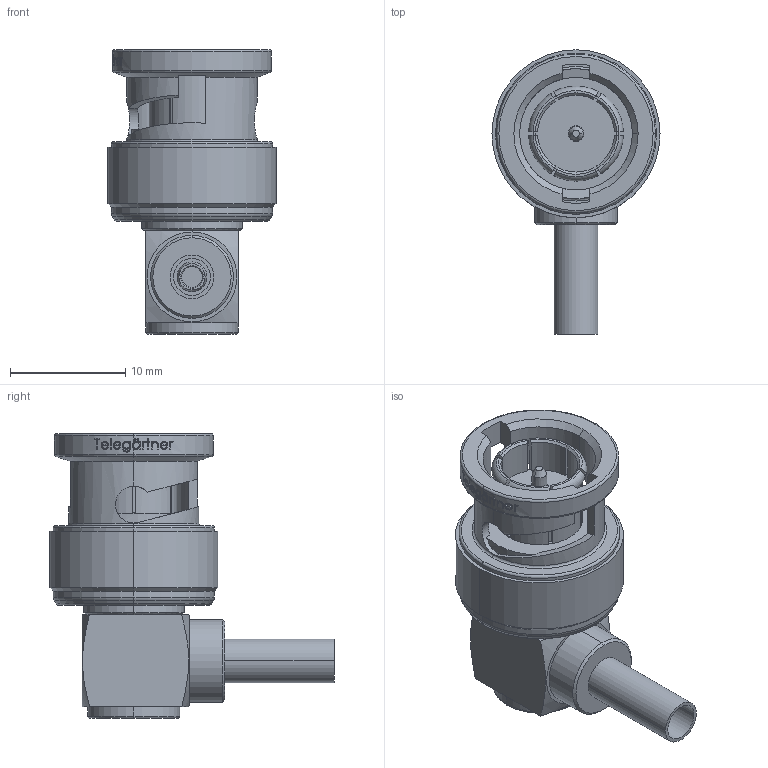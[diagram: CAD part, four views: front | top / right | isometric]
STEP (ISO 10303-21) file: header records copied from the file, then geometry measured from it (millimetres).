
FILE_DESCRIPTION (( 'STEP AP214' ), '1' );
FILE_NAME ('J01002A0027.STEP', '2012-04-27T09:02:02', ( 'markiewicz' ), ( '' ), 'SwSTEP 2.0', 'SolidWorks 2012', '' );
FILE_SCHEMA (( 'AUTOMOTIVE_DESIGN' ));
Length unit declared in the file: millimetre
Products named in the file (1): J01002A0027
Bounding box: 14.6 x 24.7 x 24.75 mm (x, y, z)
Volume: 2475.2 mm3; surface area: 2001 mm2
Topology: 1 solids, 1 shells, 322 faces, 839 edges, 543 vertices
Faces by surface type: plane 118, bspline 78, cylinder 71, cone 35, torus 20
Entity records: 16256 total; most frequent: CARTESIAN_POINT 5438, ORIENTED_EDGE 1678, DIRECTION 1330, EDGE_CURVE 839, VERTEX_POINT 543, AXIS2_PLACEMENT_3D 480, LINE 370, VECTOR 370
